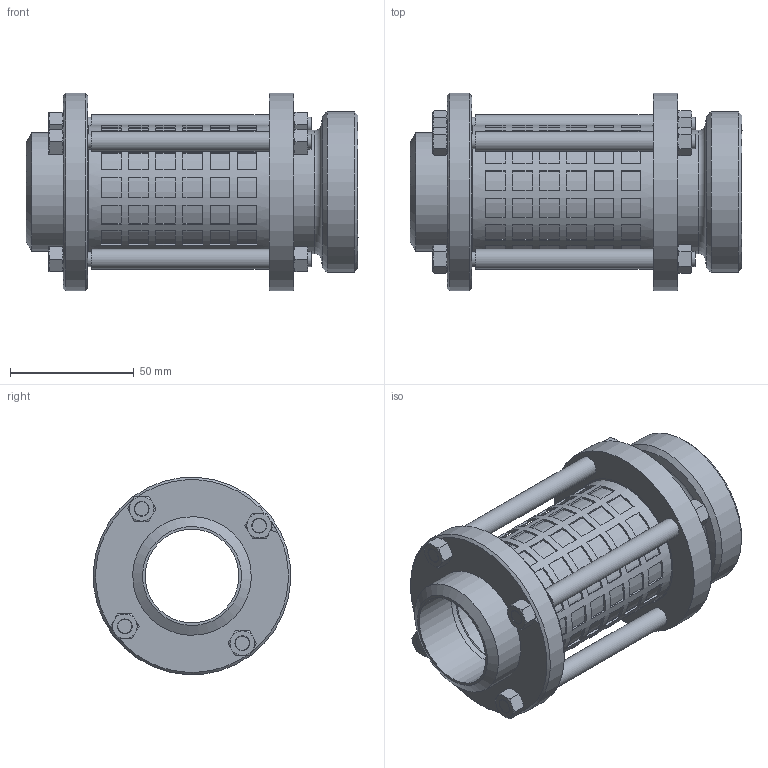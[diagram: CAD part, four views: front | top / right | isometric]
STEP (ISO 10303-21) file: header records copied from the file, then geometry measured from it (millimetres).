
FILE_DESCRIPTION(/* description */ (''),/* implementation_level */ '2;1');
FILE_NAME(/* name */ '51030040000.stp',/* time_stamp */ '2016-03-15T10:14:04+01:00',/* author */ ('Struska'),/* organization */ ('BUPOSPOL'),/* preprocessor_version */ 'ST-DEVELOPER v15.6',/* originating_system */ 'Autodesk Inventor 2015',/* authorisation */ '');
FILE_SCHEMA (('CONFIG_CONTROL_DESIGN'));
Length unit declared in the file: millimetre
Products named in the file (1): 51030040000
Bounding box: 134.4 x 79.88 x 79.88 mm (x, y, z)
Volume: 193906 mm3; surface area: 88620.4 mm2
Topology: 2 solids, 8 shells, 616 faces, 1644 edges, 1063 vertices
Faces by surface type: plane 459, cone 111, cylinder 44, torus 2
Full cylindrical faces by diameter (mm): 6 x12, 6.2 x8, 8 x4, 38 x2, 40 x3, 42 x1, 48 x1, 50 x4, 52.4 x1, 54 x1, 55 x2, 55.5 x2, 65 x1, 80 x2
Entity records: 19360 total; most frequent: CARTESIAN_POINT 3555, DIRECTION 3144, ORIENTED_EDGE 3062, EDGE_CURVE 1531, AXIS2_PLACEMENT_3D 1188, VERTEX_POINT 1023, EDGE_LOOP 912, LINE 768
